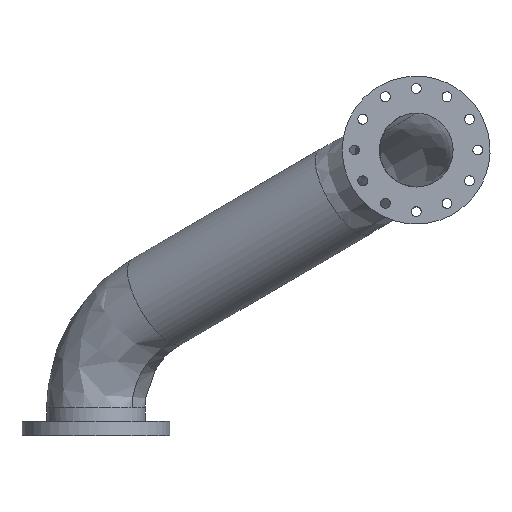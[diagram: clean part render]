
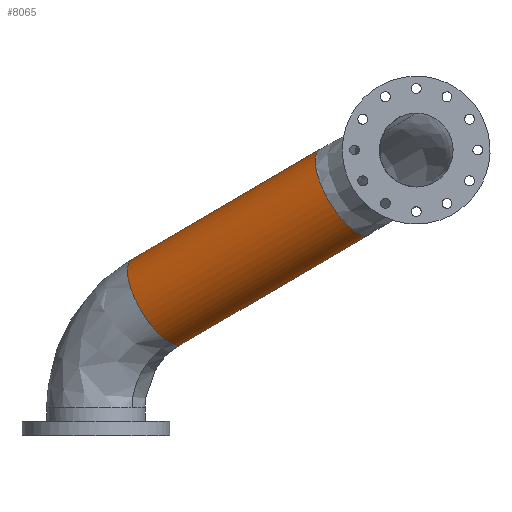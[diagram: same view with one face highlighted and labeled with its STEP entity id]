
A CAD part, front view. The second image highlights one B-rep face of the part: STEP entity #8065.
In plain terms, the highlighted free-form (B-spline) face has degree [2, 1] with [5, 2] control points.
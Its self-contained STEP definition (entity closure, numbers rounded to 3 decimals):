
#6951 = VERTEX_POINT('',#6952);
#6952 = CARTESIAN_POINT('',(78.843,-33.081,
    -24.316));
#7010 = VERTEX_POINT('',#7011);
#7011 = CARTESIAN_POINT('',(75.573,-39.739,
    -23.979));
#7048 = EDGE_CURVE('',#7010,#6951,#7049,.T.);
#7049 = ( BOUNDED_CURVE() B_SPLINE_CURVE(2,(#7050,#7051,#7052),
.UNSPECIFIED.,.F.,.F.) B_SPLINE_CURVE_WITH_KNOTS((3,3),(0.,0.529
),.PIECEWISE_BEZIER_KNOTS.) CURVE() GEOMETRIC_REPRESENTATION_ITEM() 
RATIONAL_B_SPLINE_CURVE((1.,0.965,1.)) REPRESENTATION_ITEM('') 
  );
#7050 = CARTESIAN_POINT('',(75.573,-39.739,
    -23.979));
#7051 = CARTESIAN_POINT('',(77.614,-36.654,
    -25.034));
#7052 = CARTESIAN_POINT('',(78.843,-33.081,
    -24.316));
#7299 = VERTEX_POINT('',#7300);
#7300 = CARTESIAN_POINT('',(10.417,-8.115,
    -31.422));
#7306 = EDGE_CURVE('',#7299,#7307,#7309,.T.);
#7307 = VERTEX_POINT('',#7308);
#7308 = CARTESIAN_POINT('',(64.51,-33.081,
    0.202));
#7309 = B_SPLINE_CURVE_WITH_KNOTS('',1,(#7310,#7311),.UNSPECIFIED.,.F.,
  .F.,(2,2),(0.,47.5),
  .PIECEWISE_BEZIER_KNOTS.);
#7310 = CARTESIAN_POINT('',(10.417,-8.115,
    -31.422));
#7311 = CARTESIAN_POINT('',(64.51,-33.081,
    0.202));
#7320 = EDGE_CURVE('',#7321,#6951,#7323,.T.);
#7321 = VERTEX_POINT('',#7322);
#7322 = CARTESIAN_POINT('',(24.75,-8.115,
    -55.939));
#7323 = B_SPLINE_CURVE_WITH_KNOTS('',1,(#7324,#7325),.UNSPECIFIED.,.F.,
  .F.,(2,2),(0.,47.5),
  .PIECEWISE_BEZIER_KNOTS.);
#7324 = CARTESIAN_POINT('',(24.75,-8.115,
    -55.939));
#7325 = CARTESIAN_POINT('',(78.843,-33.081,
    -24.316));
#7393 = EDGE_CURVE('',#7394,#7321,#7396,.T.);
#7394 = VERTEX_POINT('',#7395);
#7395 = CARTESIAN_POINT('',(21.48,-14.773,
    -55.602));
#7396 = ( BOUNDED_CURVE() B_SPLINE_CURVE(2,(#7397,#7398,#7399),
.UNSPECIFIED.,.F.,.F.) B_SPLINE_CURVE_WITH_KNOTS((3,3),(0.,0.529
),.PIECEWISE_BEZIER_KNOTS.) CURVE() GEOMETRIC_REPRESENTATION_ITEM() 
RATIONAL_B_SPLINE_CURVE((1.,0.965,1.)) REPRESENTATION_ITEM('') 
  );
#7397 = CARTESIAN_POINT('',(21.48,-14.773,
    -55.602));
#7398 = CARTESIAN_POINT('',(23.521,-11.688,
    -56.658));
#7399 = CARTESIAN_POINT('',(24.75,-8.115,
    -55.939));
#7819 = EDGE_CURVE('',#7307,#7010,#7820,.T.);
#7820 = ( BOUNDED_CURVE() B_SPLINE_CURVE(2,(#7821,#7822,#7823),
.UNSPECIFIED.,.F.,.F.) B_SPLINE_CURVE_WITH_KNOTS((3,3),(3.671,
6.283),.PIECEWISE_BEZIER_KNOTS.) CURVE() 
GEOMETRIC_REPRESENTATION_ITEM() RATIONAL_B_SPLINE_CURVE((1.,
0.261,1.)) REPRESENTATION_ITEM('') );
#7821 = CARTESIAN_POINT('',(64.51,-33.081,
    0.202));
#7822 = CARTESIAN_POINT('',(47.758,-81.783,
    -9.592));
#7823 = CARTESIAN_POINT('',(75.573,-39.739,
    -23.979));
#8065 = ADVANCED_FACE('',(#8066),#8079,.T.);
#8066 = FACE_BOUND('',#8067,.T.);
#8067 = EDGE_LOOP('',(#8068,#8069,#8075,#8076,#8077,#8078));
#8068 = ORIENTED_EDGE('',*,*,#7306,.F.);
#8069 = ORIENTED_EDGE('',*,*,#8070,.T.);
#8070 = EDGE_CURVE('',#7299,#7394,#8071,.T.);
#8071 = ( BOUNDED_CURVE() B_SPLINE_CURVE(2,(#8072,#8073,#8074),
.UNSPECIFIED.,.F.,.F.) B_SPLINE_CURVE_WITH_KNOTS((3,3),(3.671,
6.283),.PIECEWISE_BEZIER_KNOTS.) CURVE() 
GEOMETRIC_REPRESENTATION_ITEM() RATIONAL_B_SPLINE_CURVE((1.,
0.261,1.)) REPRESENTATION_ITEM('') );
#8072 = CARTESIAN_POINT('',(10.417,-8.115,
    -31.422));
#8073 = CARTESIAN_POINT('',(-6.336,-56.817,
    -41.215));
#8074 = CARTESIAN_POINT('',(21.48,-14.773,
    -55.602));
#8075 = ORIENTED_EDGE('',*,*,#7393,.T.);
#8076 = ORIENTED_EDGE('',*,*,#7320,.T.);
#8077 = ORIENTED_EDGE('',*,*,#7048,.F.);
#8078 = ORIENTED_EDGE('',*,*,#7819,.F.);
#8079 = ( BOUNDED_SURFACE() B_SPLINE_SURFACE(2,1,(
    (#8080,#8081)
    ,(#8082,#8083)
    ,(#8084,#8085)
    ,(#8086,#8087)
    ,(#8088,#8089
)),.UNSPECIFIED.,.F.,.F.,.F.) B_SPLINE_SURFACE_WITH_KNOTS((3,2,3),(2,2),
  (3.142,4.712,6.283),(0.,
    47.5),.PIECEWISE_BEZIER_KNOTS.) 
GEOMETRIC_REPRESENTATION_ITEM() RATIONAL_B_SPLINE_SURFACE((
    (1.,1.)
    ,(0.707,0.707)
    ,(1.,1.)
    ,(0.707,0.707)
,(1.,1.))) REPRESENTATION_ITEM('') SURFACE() );
#8080 = CARTESIAN_POINT('',(10.417,-8.115,
    -31.422));
#8081 = CARTESIAN_POINT('',(64.51,-33.081,
    0.202));
#8082 = CARTESIAN_POINT('',(5.879,-21.307,
    -34.074));
#8083 = CARTESIAN_POINT('',(59.972,-46.273,
    -2.451));
#8084 = CARTESIAN_POINT('',(13.046,-21.307,
    -46.333));
#8085 = CARTESIAN_POINT('',(67.139,-46.273,
    -14.709));
#8086 = CARTESIAN_POINT('',(20.212,-21.307,
    -58.592));
#8087 = CARTESIAN_POINT('',(74.306,-46.273,
    -26.968));
#8088 = CARTESIAN_POINT('',(24.75,-8.115,
    -55.939));
#8089 = CARTESIAN_POINT('',(78.843,-33.081,
    -24.316));
